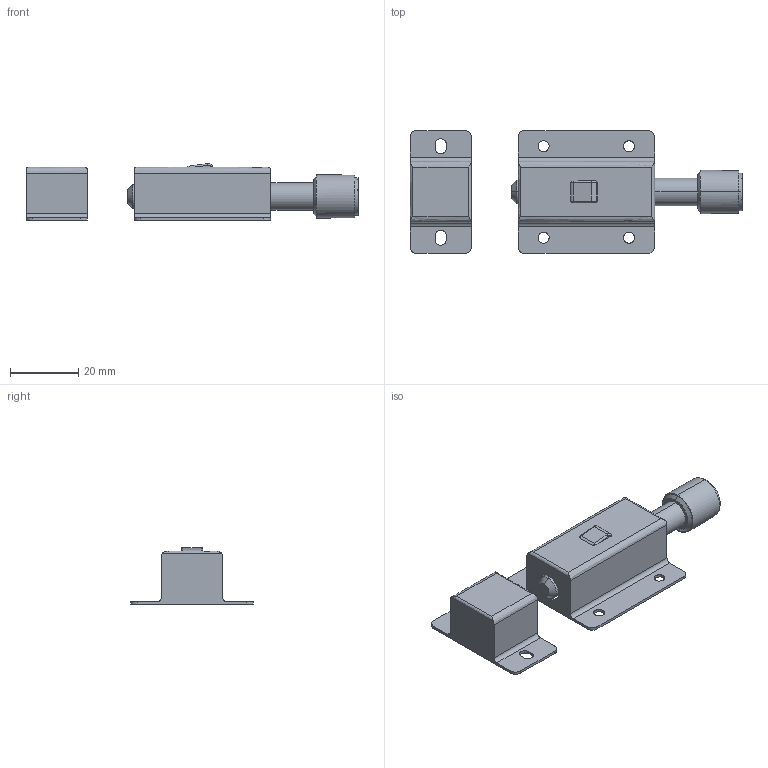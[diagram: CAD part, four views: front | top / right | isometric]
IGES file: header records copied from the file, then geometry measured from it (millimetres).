
Start section: ------------------------------------------------------------------------
Global section: file name: PC007.8932.杮懱亄僉乕僷乕_24094.igs; native system: spGate; preprocessor: ver19.8.4 (****-****-****-****); author: Unknown; organization: Unknown; date: 250114.093215; units: millimetre
Bounding box: 97.24 x 36 x 16.61 mm (x, y, z)
Volume: 7738.9 mm3; surface area: 11635 mm2
Topology: 3 solids, 3 shells, 130 faces, 333 edges, 218 vertices
Faces by surface type: bspline 130
